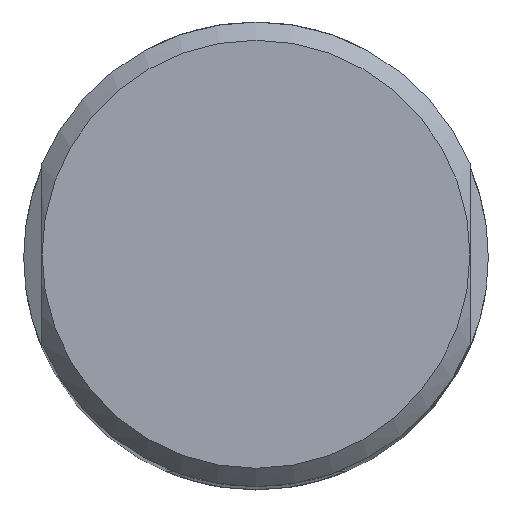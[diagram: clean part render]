
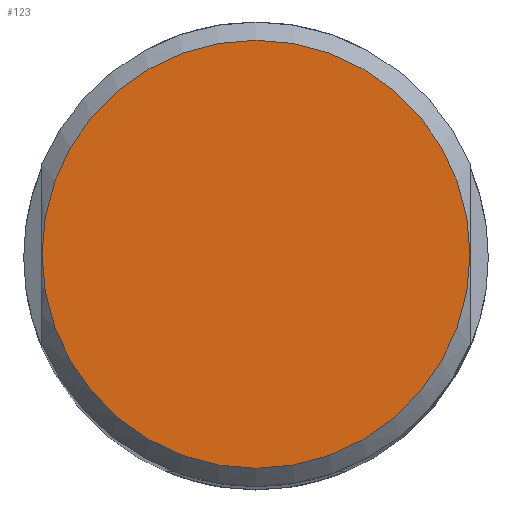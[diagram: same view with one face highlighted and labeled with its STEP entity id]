
A CAD part, top view. The second image highlights one B-rep face of the part: STEP entity #123.
In plain terms, the highlighted planar face has unit normal (0, 0, 1).
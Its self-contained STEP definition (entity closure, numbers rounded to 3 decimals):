
#36=PLANE('',#425);
#123=ADVANCED_FACE('',(#143),#36,.F.);
#143=FACE_OUTER_BOUND('',#169,.T.);
#169=EDGE_LOOP('',(#234,#235));
#234=ORIENTED_EDGE('',*,*,#342,.T.);
#235=ORIENTED_EDGE('',*,*,#344,.T.);
#306=VERTEX_POINT('',#644);
#307=VERTEX_POINT('',#646);
#342=EDGE_CURVE('',#307,#306,#366,.T.);
#344=EDGE_CURVE('',#306,#307,#367,.T.);
#366=CIRCLE('',#419,11.7);
#367=CIRCLE('',#421,11.7);
#419=AXIS2_PLACEMENT_3D('',#645,#494,#495);
#421=AXIS2_PLACEMENT_3D('',#652,#498,#499);
#425=AXIS2_PLACEMENT_3D('',#664,#506,#507);
#494=DIRECTION('',(0.,0.,1.));
#495=DIRECTION('',(-1.,0.,0.));
#498=DIRECTION('',(0.,0.,1.));
#499=DIRECTION('',(-1.,0.,0.));
#506=DIRECTION('',(0.,0.,-1.));
#507=DIRECTION('',(1.,0.,0.));
#644=CARTESIAN_POINT('',(11.7,0.,0.));
#645=CARTESIAN_POINT('',(0.,0.,0.));
#646=CARTESIAN_POINT('',(-11.7,0.,0.));
#652=CARTESIAN_POINT('',(0.,0.,0.));
#664=CARTESIAN_POINT('',(0.,12.7,0.));
